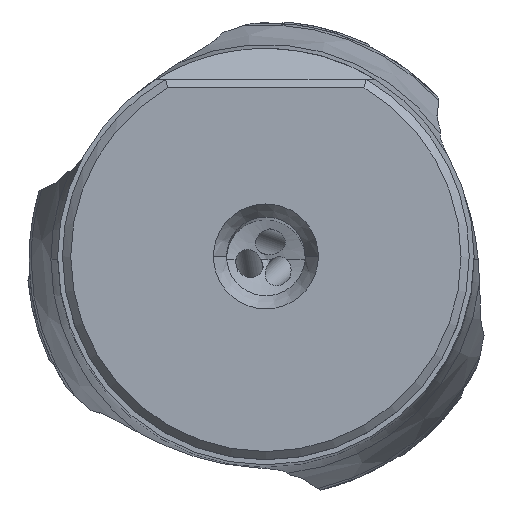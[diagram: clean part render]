
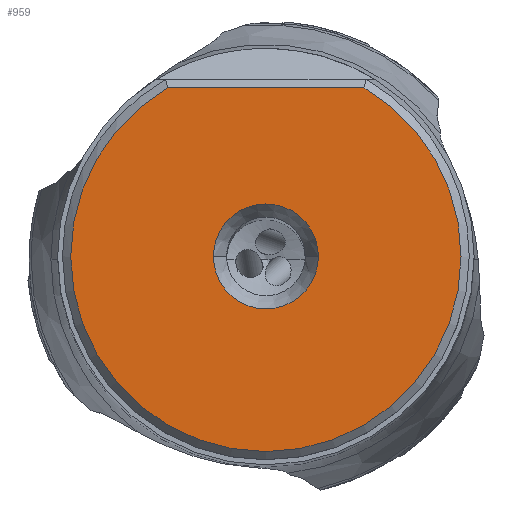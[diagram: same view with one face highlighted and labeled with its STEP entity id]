
A CAD part, top view. The second image highlights one B-rep face of the part: STEP entity #959.
In plain terms, the highlighted planar face has unit normal (0, 0, 1).
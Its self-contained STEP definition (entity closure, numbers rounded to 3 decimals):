
#68=FACE_BOUND('',#1903,.T.);
#69=FACE_BOUND('',#1904,.T.);
#171=PLANE('',#8034);
#959=ADVANCED_FACE('',(#68,#69),#171,.T.);
#1903=EDGE_LOOP('',(#3376,#3377));
#1904=EDGE_LOOP('',(#3378,#3379,#3380));
#2293=CIRCLE('',#8029,14.875);
#2294=CIRCLE('',#8030,14.875);
#2295=CIRCLE('',#8032,4.);
#2296=CIRCLE('',#8033,4.);
#3376=ORIENTED_EDGE('',*,*,#6333,.T.);
#3377=ORIENTED_EDGE('',*,*,#6334,.T.);
#3378=ORIENTED_EDGE('',*,*,#6331,.T.);
#3379=ORIENTED_EDGE('',*,*,#6329,.F.);
#3380=ORIENTED_EDGE('',*,*,#6332,.T.);
#5372=VERTEX_POINT('',#13539);
#5373=VERTEX_POINT('',#13541);
#5374=VERTEX_POINT('',#13550);
#5375=VERTEX_POINT('',#13554);
#5376=VERTEX_POINT('',#13555);
#6329=EDGE_CURVE('',#5372,#5373,#7140,.T.);
#6331=EDGE_CURVE('',#5374,#5373,#2293,.T.);
#6332=EDGE_CURVE('',#5372,#5374,#2294,.T.);
#6333=EDGE_CURVE('',#5375,#5376,#2295,.T.);
#6334=EDGE_CURVE('',#5376,#5375,#2296,.T.);
#7140=LINE('',#13540,#7446);
#7446=VECTOR('',#9244,1.);
#8029=AXIS2_PLACEMENT_3D('',#13549,#9247,#9248);
#8030=AXIS2_PLACEMENT_3D('',#13551,#9249,#9250);
#8032=AXIS2_PLACEMENT_3D('',#13553,#9253,#9254);
#8033=AXIS2_PLACEMENT_3D('',#13556,#9255,#9256);
#8034=AXIS2_PLACEMENT_3D('',#13557,#9257,#9258);
#9244=DIRECTION('',(1.,0.,0.));
#9247=DIRECTION('',(0.,0.,1.));
#9248=DIRECTION('',(0.,-1.,0.));
#9249=DIRECTION('',(0.,0.,1.));
#9250=DIRECTION('',(-0.503,0.865,0.));
#9253=DIRECTION('',(0.,0.,-1.));
#9254=DIRECTION('',(-1.,0.,0.));
#9255=DIRECTION('',(0.,0.,-1.));
#9256=DIRECTION('',(1.,0.,0.));
#9257=DIRECTION('',(0.,0.,1.));
#9258=DIRECTION('',(-1.,0.,0.));
#13539=CARTESIAN_POINT('',(-7.476,12.86,42.863));
#13540=CARTESIAN_POINT('',(-7.476,12.86,42.863));
#13541=CARTESIAN_POINT('',(7.476,12.86,42.863));
#13549=CARTESIAN_POINT('',(0.,0.,42.863));
#13550=CARTESIAN_POINT('',(0.,-14.875,42.863));
#13551=CARTESIAN_POINT('',(0.,0.,42.863));
#13553=CARTESIAN_POINT('',(0.,0.,42.863));
#13554=CARTESIAN_POINT('',(-4.,0.,42.863));
#13555=CARTESIAN_POINT('',(4.,0.,42.863));
#13556=CARTESIAN_POINT('',(0.,0.,42.863));
#13557=CARTESIAN_POINT('',(0.,-1.008,42.863));
